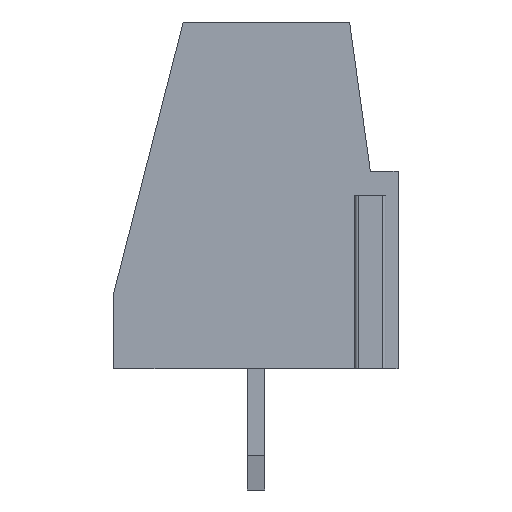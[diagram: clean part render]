
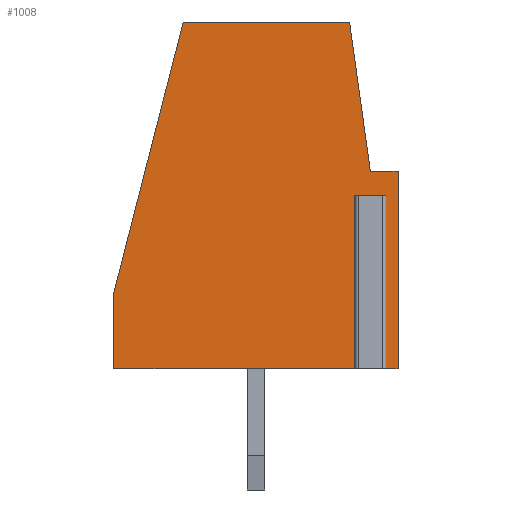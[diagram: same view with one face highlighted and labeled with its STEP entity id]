
A CAD part, left-side view. The second image highlights one B-rep face of the part: STEP entity #1008.
In plain terms, the highlighted planar face has unit normal (-1, 0, 0).
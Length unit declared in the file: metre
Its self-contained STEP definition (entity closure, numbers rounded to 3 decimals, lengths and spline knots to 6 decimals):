
#398 = EDGE_CURVE( '', #1113, #1114, #1115, .T. );
#440 = EDGE_CURVE( '', #1189, #1113, #1190, .T. );
#488 = EDGE_CURVE( '', #1267, #1268, #1269, .T. );
#502 = EDGE_CURVE( '', #1153, #1229, #1291, .T. );
#536 = EDGE_CURVE( '', #1114, #1346, #1347, .T. );
#624 = EDGE_CURVE( '', #1346, #1153, #1480, .T. );
#678 = EDGE_CURVE( '', #1232, #1189, #1555, .T. );
#680 = EDGE_CURVE( '', #1557, #1268, #1558, .T. );
#690 = EDGE_CURVE( '', #1174, #1267, #1569, .T. );
#754 = EDGE_CURVE( '', #1232, #1557, #1651, .T. );
#884 = EDGE_CURVE( '', #1229, #1174, #1822, .T. );
#1008 = ADVANCED_FACE( '', ( #1966 ), #1967, .F. );
#1113 = VERTEX_POINT( '', #2086 );
#1114 = VERTEX_POINT( '', #2087 );
#1115 = LINE( '', #2088, #2089 );
#1153 = VERTEX_POINT( '', #2142 );
#1174 = VERTEX_POINT( '', #2171 );
#1189 = VERTEX_POINT( '', #2192 );
#1190 = LINE( '', #2193, #2194 );
#1229 = VERTEX_POINT( '', #2250 );
#1232 = VERTEX_POINT( '', #2255 );
#1267 = VERTEX_POINT( '', #2301 );
#1268 = VERTEX_POINT( '', #2302 );
#1269 = LINE( '', #2303, #2304 );
#1291 = LINE( '', #2334, #2335 );
#1346 = VERTEX_POINT( '', #2406 );
#1347 = LINE( '', #2407, #2408 );
#1480 = LINE( '', #2598, #2599 );
#1555 = LINE( '', #2711, #2712 );
#1557 = VERTEX_POINT( '', #2715 );
#1558 = LINE( '', #2716, #2717 );
#1569 = LINE( '', #2735, #2736 );
#1651 = LINE( '', #2867, #2868 );
#1822 = LINE( '', #3115, #3116 );
#1966 = FACE_OUTER_BOUND( '', #3348, .T. );
#1967 = PLANE( '', #3349 );
#2086 = CARTESIAN_POINT( '', ( -0.004752, 0.004103, 0. ) );
#2087 = CARTESIAN_POINT( '', ( -0.004752, 0.004103, 0.0022 ) );
#2088 = CARTESIAN_POINT( '', ( -0.004752, 0.004103, 0. ) );
#2089 = VECTOR( '', #3469, 1. );
#2142 = CARTESIAN_POINT( '', ( -0.004752, -0.002697, 0.01 ) );
#2171 = CARTESIAN_POINT( '', ( -0.004752, -0.004097, 0.0057 ) );
#2192 = CARTESIAN_POINT( '', ( -0.004752, -0.002872, 0. ) );
#2193 = CARTESIAN_POINT( '', ( -0.004752, -0.002872, 0. ) );
#2194 = VECTOR( '', #3533, 1. );
#2250 = CARTESIAN_POINT( '', ( -0.004752, -0.003297, 0.0057 ) );
#2255 = CARTESIAN_POINT( '', ( -0.004752, -0.002872, 0.005 ) );
#2301 = CARTESIAN_POINT( '', ( -0.004752, -0.004097, 0. ) );
#2302 = CARTESIAN_POINT( '', ( -0.004752, -0.003722, 0. ) );
#2303 = CARTESIAN_POINT( '', ( -0.004752, -0.004097, 0. ) );
#2304 = VECTOR( '', #3615, 1. );
#2334 = CARTESIAN_POINT( '', ( -0.004752, -0.002697, 0.01 ) );
#2335 = VECTOR( '', #3642, 1. );
#2406 = CARTESIAN_POINT( '', ( -0.004752, 0.002103, 0.01 ) );
#2407 = CARTESIAN_POINT( '', ( -0.004752, 0.004103, 0.0022 ) );
#2408 = VECTOR( '', #3716, 1. );
#2598 = CARTESIAN_POINT( '', ( -0.004752, 0.002103, 0.01 ) );
#2599 = VECTOR( '', #3858, 1. );
#2711 = CARTESIAN_POINT( '', ( -0.004752, -0.002872, 0.005 ) );
#2712 = VECTOR( '', #3940, 1. );
#2715 = CARTESIAN_POINT( '', ( -0.004752, -0.003722, 0.005 ) );
#2716 = CARTESIAN_POINT( '', ( -0.004752, -0.003722, 0.005 ) );
#2717 = VECTOR( '', #3941, 1. );
#2735 = CARTESIAN_POINT( '', ( -0.004752, -0.004097, 0.0057 ) );
#2736 = VECTOR( '', #3953, 1. );
#2867 = CARTESIAN_POINT( '', ( -0.004752, -0.002872, 0.005 ) );
#2868 = VECTOR( '', #4045, 1. );
#3115 = CARTESIAN_POINT( '', ( -0.004752, -0.003297, 0.0057 ) );
#3116 = VECTOR( '', #4309, 1. );
#3348 = EDGE_LOOP( '', ( #4512, #4513, #4514, #4515, #4516, #4517, #4518, #4519, #4520, #4521, #4522 ) );
#3349 = AXIS2_PLACEMENT_3D( '', #4523, #4524, #4525 );
#3469 = DIRECTION( '', ( 0., 0., 1. ) );
#3533 = DIRECTION( '', ( 0., 1., 0. ) );
#3615 = DIRECTION( '', ( 0., 1., 0. ) );
#3642 = DIRECTION( '', ( 0., -0.138, -0.99 ) );
#3716 = DIRECTION( '', ( 0., -0.248, 0.969 ) );
#3858 = DIRECTION( '', ( 0., -1., 0. ) );
#3940 = DIRECTION( '', ( 0., 0., -1. ) );
#3941 = DIRECTION( '', ( 0., 0., -1. ) );
#3953 = DIRECTION( '', ( 0., 0., -1. ) );
#4045 = DIRECTION( '', ( 0., -1., 0. ) );
#4309 = DIRECTION( '', ( 0., -1., 0. ) );
#4512 = ORIENTED_EDGE( '', *, *, #754, .T. );
#4513 = ORIENTED_EDGE( '', *, *, #680, .T. );
#4514 = ORIENTED_EDGE( '', *, *, #488, .F. );
#4515 = ORIENTED_EDGE( '', *, *, #690, .F. );
#4516 = ORIENTED_EDGE( '', *, *, #884, .F. );
#4517 = ORIENTED_EDGE( '', *, *, #502, .F. );
#4518 = ORIENTED_EDGE( '', *, *, #624, .F. );
#4519 = ORIENTED_EDGE( '', *, *, #536, .F. );
#4520 = ORIENTED_EDGE( '', *, *, #398, .F. );
#4521 = ORIENTED_EDGE( '', *, *, #440, .F. );
#4522 = ORIENTED_EDGE( '', *, *, #678, .F. );
#4523 = CARTESIAN_POINT( '', ( -0.004752, -0.004097, 0.00275 ) );
#4524 = DIRECTION( '', ( 1., 0., 0. ) );
#4525 = DIRECTION( '', ( 0., 1., 0. ) );
